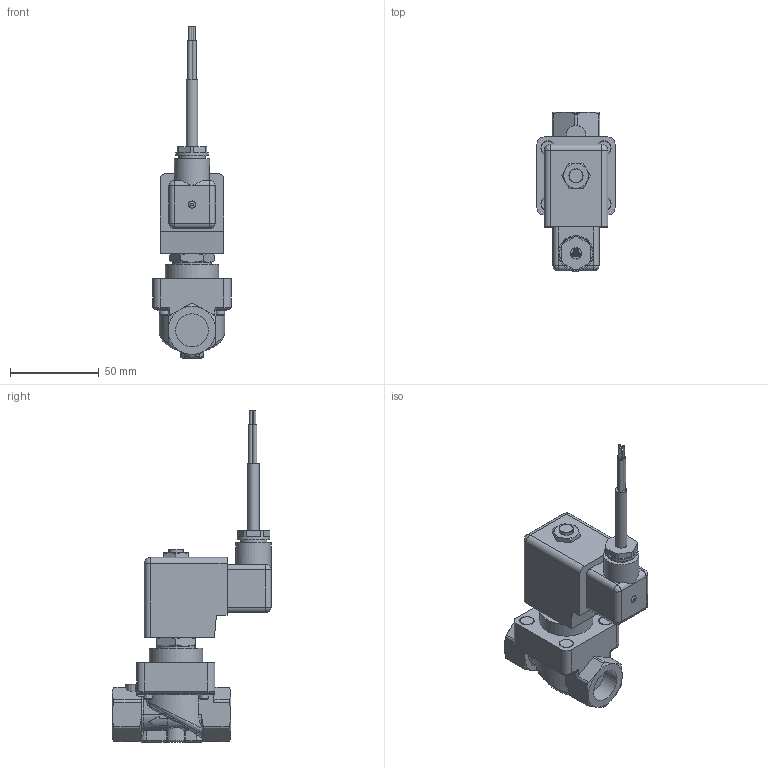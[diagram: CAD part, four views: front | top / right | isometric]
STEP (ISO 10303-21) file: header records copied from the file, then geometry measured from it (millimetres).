
FILE_DESCRIPTION(/* description */ ('2/2 direktgest. Teller-Magnetventil'),/* implementation_level */ '2;1');
FILE_NAME(/* name */ '048.001295_B4868-0802-.148.stp',/* time_stamp */ '2024-03-13T08:07:29+01:00',/* author */ ('CBeuthner'),/* organization */ (''),/* preprocessor_version */ 'ST-DEVELOPER v16.1',/* originating_system */ 'Autodesk Inventor 2016',/* authorisation */ '');
FILE_SCHEMA (('CONFIG_CONTROL_DESIGN'));
Length unit declared in the file: millimetre
Products named in the file (1): 88-006329
Bounding box: 44 x 90.1 x 187.1 mm (x, y, z)
Volume: 174606.3 mm3; surface area: 29926.9 mm2
Topology: 1 solids, 1 shells, 338 faces, 811 edges, 492 vertices
Faces by surface type: plane 115, cylinder 107, cone 47, torus 30, bspline 23, sphere 16
Full cylindrical faces by diameter (mm): 1.2 x3, 3.242 x2, 5 x2, 6.5 x1, 7 x2, 8 x1, 15 x1, 18.5 x1, 18.631 x2, 19.8 x1, 22 x1, 30 x1
Entity records: 10601 total; most frequent: CARTESIAN_POINT 3256, DIRECTION 1539, ORIENTED_EDGE 1526, EDGE_CURVE 760, AXIS2_PLACEMENT_3D 642, VERTEX_POINT 477, EDGE_LOOP 391, FACE_OUTER_BOUND 338
